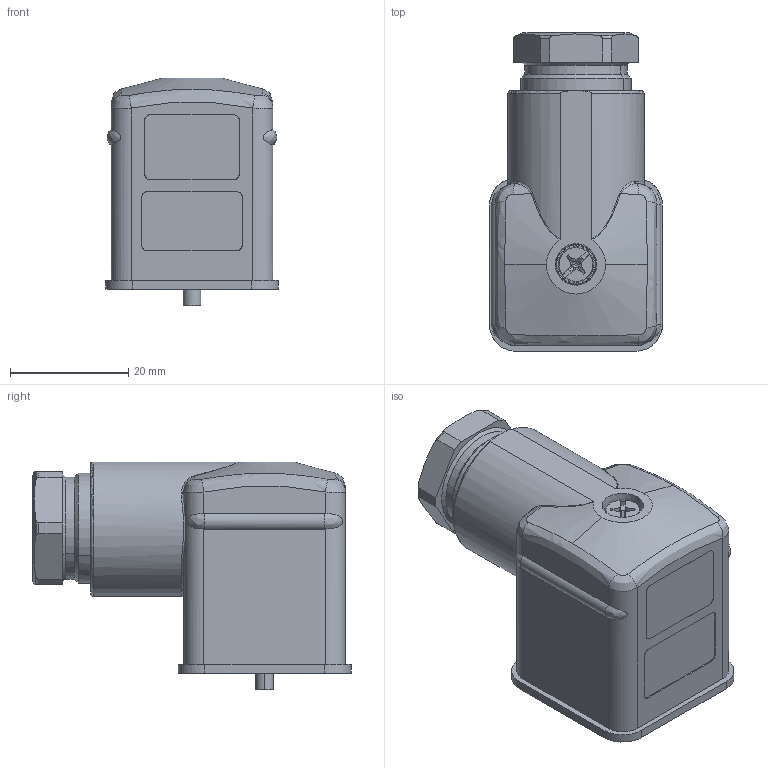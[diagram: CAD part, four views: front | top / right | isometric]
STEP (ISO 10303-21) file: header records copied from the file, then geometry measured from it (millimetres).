
FILE_DESCRIPTION(('CATIA V5 STEP Exchange','CAx-IF Rec.Pracs.--- Model Styling and Organization---1.4--- 2014-01-23'),'2;1');
FILE_NAME ('024702-3_0', '2020-09-07T13:35:11+00:00', ('none'), ('Weidmueller'), 'CATIA Version 5-6 Release 2016 SP3 HF44', 'CATIA V5 STEP AP214', 'none');
FILE_SCHEMA(('AUTOMOTIVE_DESIGN { 1 0 10303 214 1 1 1 1 }'));
Length unit declared in the file: millimetre
Products named in the file (1): 1873150000
Bounding box: 29.2 x 53.75 x 38.5 mm (x, y, z)
Volume: 32268.5 mm3; surface area: 11659.6 mm2
Topology: 4 solids, 4 shells, 838 faces, 2281 edges, 1511 vertices
Faces by surface type: plane 476, extrusion 176, cylinder 129, bspline 25, cone 23, torus 9
Entity records: 29512 total; most frequent: CARTESIAN_POINT 9496, ORIENTED_EDGE 4562, DIRECTION 3176, EDGE_CURVE 2281, VECTOR 1667, VERTEX_POINT 1511, LINE 1491, EDGE_LOOP 910
